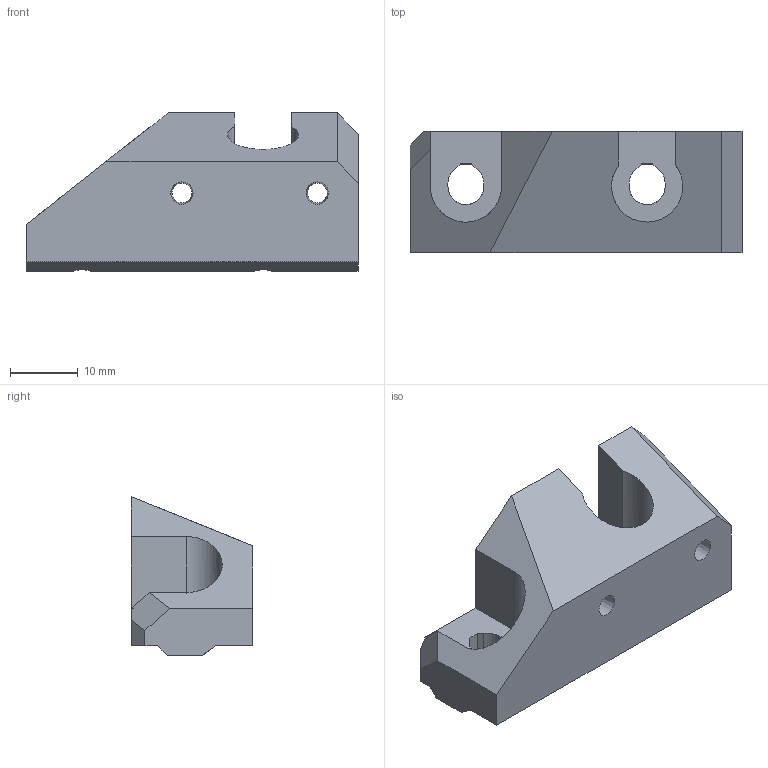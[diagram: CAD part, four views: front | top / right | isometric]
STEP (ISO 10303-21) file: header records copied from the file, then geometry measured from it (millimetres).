
FILE_DESCRIPTION(/* description */ (''),/* implementation_level */ '2;1');
FILE_NAME(/* name */ 'psu_lower_mount.step',/* time_stamp */ '2017-11-10T20:59:40+01:00',/* author */ ('gregsaun'),/* organization */ (''),/* preprocessor_version */ 'ST-DEVELOPER v16.13',/* originating_system */ 'Autodesk Translation Framework v6.5.0.72',/* authorisation */ '');
FILE_SCHEMA (('AUTOMOTIVE_DESIGN { 1 0 10303 214 3 1 1 }'));
Length unit declared in the file: millimetre
Products named in the file (1): psu_lower_mount
Bounding box: 49 x 17.9 x 23.4 mm (x, y, z)
Volume: 11492 mm3; surface area: 4815 mm2
Topology: 1 solids, 3 shells, 66 faces, 182 edges, 120 vertices
Faces by surface type: plane 44, cylinder 18, cone 4
Full cylindrical faces by diameter (mm): 2.9 x2
Entity records: 2158 total; most frequent: CARTESIAN_POINT 369, ORIENTED_EDGE 364, DIRECTION 360, EDGE_CURVE 182, LINE 138, VECTOR 138, VERTEX_POINT 120, AXIS2_PLACEMENT_3D 111
